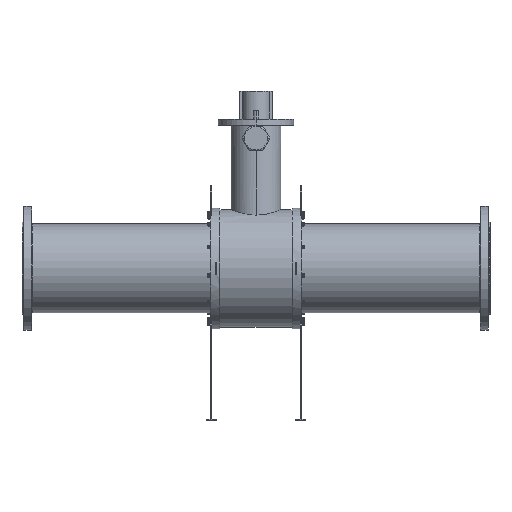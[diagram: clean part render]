
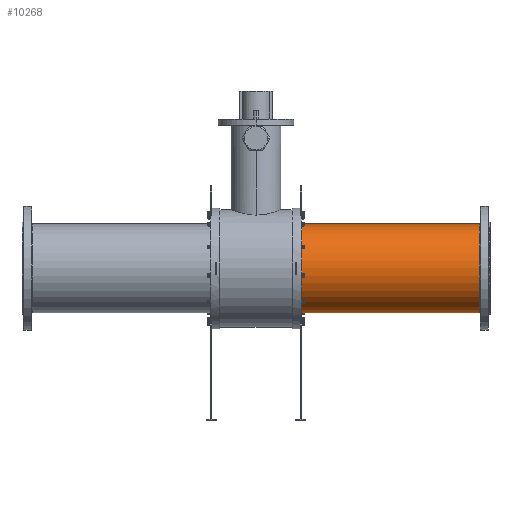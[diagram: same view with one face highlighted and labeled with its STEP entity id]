
A CAD part, top view. The second image highlights one B-rep face of the part: STEP entity #10268.
In plain terms, the highlighted cylindrical face has radius 280 mm (diameter 560 mm), a partial arc.
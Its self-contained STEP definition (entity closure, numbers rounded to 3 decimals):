
#71 = DIRECTION ( 'NONE',  ( 0., 0., -1. ) ) ;
#680 = DIRECTION ( 'NONE',  ( -1., 0., 0. ) ) ;
#981 = AXIS2_PLACEMENT_3D ( 'NONE', #11509, #5710, #71 ) ;
#1263 = EDGE_CURVE ( 'NONE', #14581, #6458, #13218, .T. ) ;
#1655 = VECTOR ( 'NONE', #9532, 1000. ) ;
#1952 = CARTESIAN_POINT ( 'NONE',  ( -1475., -280., 0. ) ) ;
#2740 = VERTEX_POINT ( 'NONE', #8682 ) ;
#2842 = CYLINDRICAL_SURFACE ( 'NONE', #7934, 280. ) ;
#3117 = AXIS2_PLACEMENT_3D ( 'NONE', #12111, #680, #9646 ) ;
#3398 = EDGE_CURVE ( 'NONE', #6458, #2740, #11664, .T. ) ;
#4148 = DIRECTION ( 'NONE',  ( 0., -1., 0. ) ) ;
#4210 = ORIENTED_EDGE ( 'NONE', *, *, #9917, .T. ) ;
#4235 = DIRECTION ( 'NONE',  ( -1., 0., 0. ) ) ;
#4722 = ORIENTED_EDGE ( 'NONE', *, *, #1263, .T. ) ;
#5710 = DIRECTION ( 'NONE',  ( 1., 0., 0. ) ) ;
#5722 = CARTESIAN_POINT ( 'NONE',  ( 287.5, 280., 0. ) ) ;
#5931 = ORIENTED_EDGE ( 'NONE', *, *, #3398, .T. ) ;
#6417 = FACE_OUTER_BOUND ( 'NONE', #12841, .T. ) ;
#6458 = VERTEX_POINT ( 'NONE', #5722 ) ;
#6656 = LINE ( 'NONE', #1952, #11967 ) ;
#6699 = CARTESIAN_POINT ( 'NONE',  ( 1410., -280., 0. ) ) ;
#7934 = AXIS2_PLACEMENT_3D ( 'NONE', #14511, #13462, #4148 ) ;
#8682 = CARTESIAN_POINT ( 'NONE',  ( 287.5, -280., 0. ) ) ;
#9094 = ORIENTED_EDGE ( 'NONE', *, *, #13730, .F. ) ;
#9532 = DIRECTION ( 'NONE',  ( -1., 0., 0. ) ) ;
#9646 = DIRECTION ( 'NONE',  ( 0., 1., 0. ) ) ;
#9917 = EDGE_CURVE ( 'NONE', #12806, #14581, #12121, .T. ) ;
#10268 = ADVANCED_FACE ( 'NONE', ( #6417 ), #2842, .T. ) ;
#10814 = CARTESIAN_POINT ( 'NONE',  ( 1410., 280., 0. ) ) ;
#11509 = CARTESIAN_POINT ( 'NONE',  ( 287.5, 0., 0. ) ) ;
#11664 = CIRCLE ( 'NONE', #981, 280. ) ;
#11967 = VECTOR ( 'NONE', #4235, 1000. ) ;
#11991 = CARTESIAN_POINT ( 'NONE',  ( -1475., 280., 0. ) ) ;
#12111 = CARTESIAN_POINT ( 'NONE',  ( 1410., 0., 0. ) ) ;
#12121 = CIRCLE ( 'NONE', #3117, 280. ) ;
#12806 = VERTEX_POINT ( 'NONE', #6699 ) ;
#12841 = EDGE_LOOP ( 'NONE', ( #4210, #4722, #5931, #9094 ) ) ;
#13218 = LINE ( 'NONE', #11991, #1655 ) ;
#13462 = DIRECTION ( 'NONE',  ( -1., 0., 0. ) ) ;
#13730 = EDGE_CURVE ( 'NONE', #12806, #2740, #6656, .T. ) ;
#14511 = CARTESIAN_POINT ( 'NONE',  ( -1475., 0., 0. ) ) ;
#14581 = VERTEX_POINT ( 'NONE', #10814 ) ;
